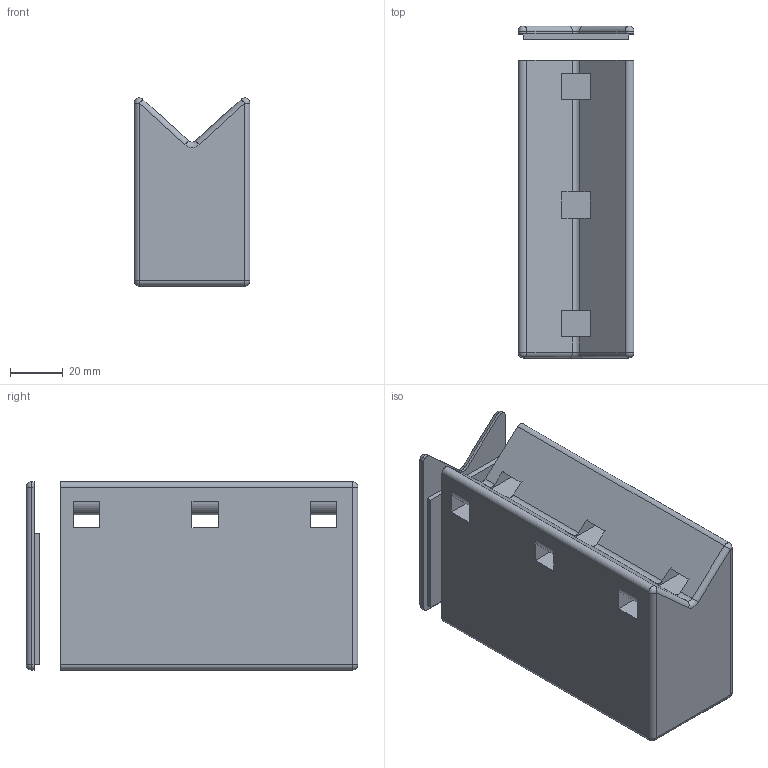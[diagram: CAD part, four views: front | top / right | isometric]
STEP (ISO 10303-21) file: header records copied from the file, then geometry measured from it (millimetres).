
FILE_DESCRIPTION(/* description */ (''),/* implementation_level */ '2;1');
FILE_NAME(/* name */ 'ShakeMap-case v2.step',/* time_stamp */ '2023-09-22T16:11:09+02:00',/* author */ (''),/* organization */ (''),/* preprocessor_version */ 'ST-DEVELOPER v20',/* originating_system */ 'Autodesk Translation Framework v12.14.0.127',/* authorisation */ '');
FILE_SCHEMA (('AUTOMOTIVE_DESIGN { 1 0 10303 214 3 1 1 }'));
Length unit declared in the file: millimetre
Products named in the file (1): ShakeMap-case
Bounding box: 44 x 126 x 71.47 mm (x, y, z)
Volume: 102984.7 mm3; surface area: 61512.5 mm2
Topology: 2 solids, 2 shells, 78 faces, 206 edges, 128 vertices
Faces by surface type: plane 39, cylinder 29, sphere 8, torus 2
Entity records: 2442 total; most frequent: DIRECTION 424, CARTESIAN_POINT 413, ORIENTED_EDGE 412, EDGE_CURVE 206, LINE 146, VECTOR 146, AXIS2_PLACEMENT_3D 139, VERTEX_POINT 128
